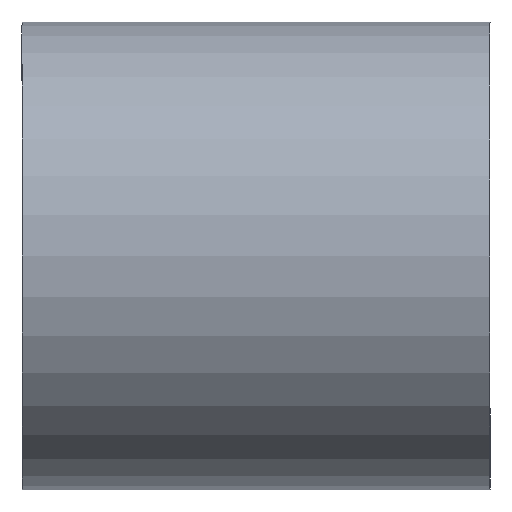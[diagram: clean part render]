
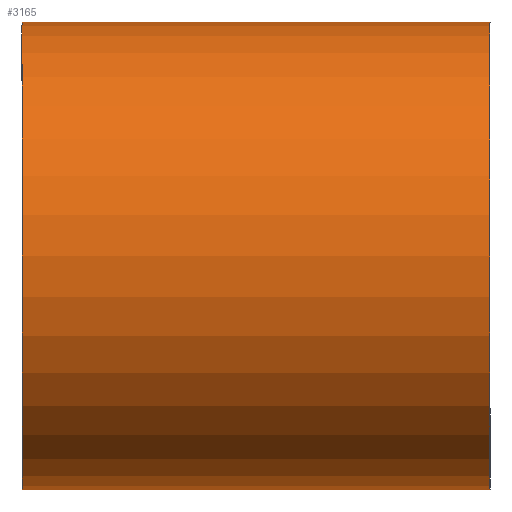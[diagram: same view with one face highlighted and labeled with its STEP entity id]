
A CAD part, left-side view. The second image highlights one B-rep face of the part: STEP entity #3165.
In plain terms, the highlighted cylindrical face has radius 5 mm (diameter 10 mm), a partial arc.
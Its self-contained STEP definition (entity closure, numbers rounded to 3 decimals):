
#102=CYLINDRICAL_SURFACE('',#3450,5.);
#209=CIRCLE('',#3449,5.);
#210=CIRCLE('',#3451,5.);
#365=FACE_OUTER_BOUND('',#532,.T.);
#532=EDGE_LOOP('',(#2869,#2870,#2871,#2872));
#881=LINE('',#5282,#1227);
#882=LINE('',#5285,#1228);
#1227=VECTOR('',#4336,10.);
#1228=VECTOR('',#4339,10.);
#1531=VERTEX_POINT('',#5275);
#1532=VERTEX_POINT('',#5277);
#1533=VERTEX_POINT('',#5281);
#1534=VERTEX_POINT('',#5283);
#1983=EDGE_CURVE('',#1532,#1531,#209,.T.);
#1984=EDGE_CURVE('',#1533,#1532,#881,.T.);
#1985=EDGE_CURVE('',#1534,#1533,#210,.T.);
#1986=EDGE_CURVE('',#1531,#1534,#882,.T.);
#2869=ORIENTED_EDGE('',*,*,#1984,.F.);
#2870=ORIENTED_EDGE('',*,*,#1985,.F.);
#2871=ORIENTED_EDGE('',*,*,#1986,.F.);
#2872=ORIENTED_EDGE('',*,*,#1983,.F.);
#3165=ADVANCED_FACE('',(#365),#102,.T.);
#3449=AXIS2_PLACEMENT_3D('',#5279,#4332,#4333);
#3450=AXIS2_PLACEMENT_3D('',#5280,#4334,#4335);
#3451=AXIS2_PLACEMENT_3D('',#5284,#4337,#4338);
#4332=DIRECTION('center_axis',(0.,-1.,0.));
#4333=DIRECTION('ref_axis',(-1.,0.,0.));
#4334=DIRECTION('center_axis',(0.,1.,0.));
#4335=DIRECTION('ref_axis',(0.,0.,
-1.));
#4336=DIRECTION('',(0.,-1.,0.));
#4337=DIRECTION('center_axis',(0.,1.,0.));
#4338=DIRECTION('ref_axis',(0.,0.,
-1.));
#4339=DIRECTION('',(0.,1.,0.));
#5275=CARTESIAN_POINT('',(-24.187,-15.939,-10.536));
#5277=CARTESIAN_POINT('',(-24.187,-15.939,-0.536));
#5279=CARTESIAN_POINT('Origin',(-24.187,-15.939,-5.536));
#5280=CARTESIAN_POINT('Origin',(-24.187,-10.939,-5.536));
#5281=CARTESIAN_POINT('',(-24.187,-5.939,-0.536));
#5282=CARTESIAN_POINT('',(-24.187,-10.939,-0.536));
#5283=CARTESIAN_POINT('',(-24.187,-5.939,-10.536));
#5284=CARTESIAN_POINT('Origin',(-24.187,-5.939,-5.536));
#5285=CARTESIAN_POINT('',(-24.187,-10.939,-10.536));
